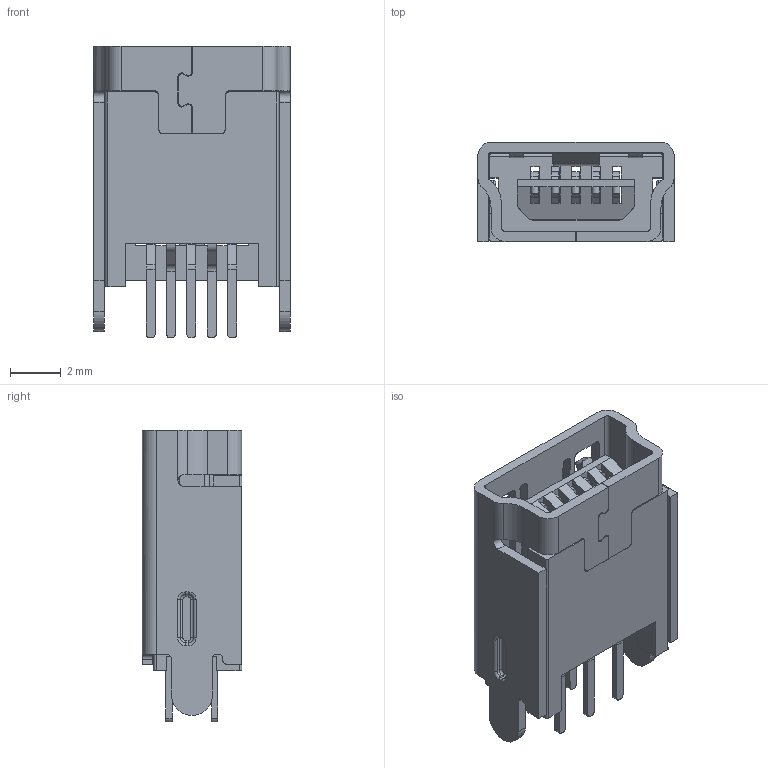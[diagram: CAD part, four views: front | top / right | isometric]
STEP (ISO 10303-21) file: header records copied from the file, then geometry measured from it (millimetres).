
FILE_DESCRIPTION((''),'2;1');
FILE_NAME('PRT0002','2020-04-13T16:42:03',('Administrator'),(''),'CREO PARAMETRIC BY PTC INC, 2016390','CREO PARAMETRIC BY PTC INC, 2016390','');
FILE_SCHEMA(('AUTOMOTIVE_DESIGN { 1 0 10303 214 1 1 1 1 }'));
Length unit declared in the file: millimetre
Products named in the file (1): PRT0002
Bounding box: 7.7 x 3.9 x 11.45 mm (x, y, z)
Surface area: 741.7 mm2 (no closed solid volume)
Topology: 0 solids, 7 shells, 714 faces, 2051 edges, 1337 vertices
Faces by surface type: plane 421, cylinder 261, torus 26, bspline 6
Entity records: 27933 total; most frequent: CARTESIAN_POINT 4400, ORIENTED_EDGE 4102, DIRECTION 3941, EDGE_CURVE 2051, VECTOR 1485, LINE 1485, VERTEX_POINT 1337, AXIS2_PLACEMENT_3D 1228
